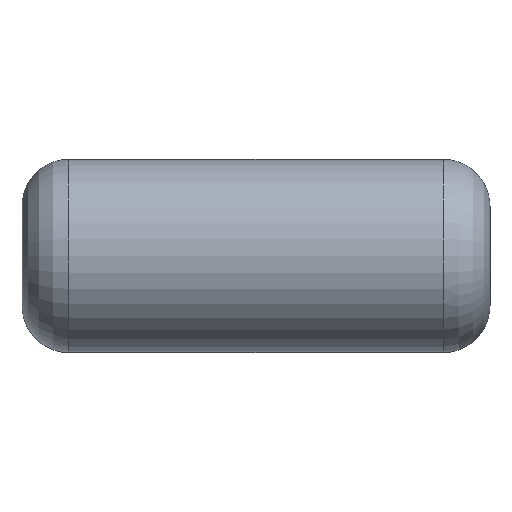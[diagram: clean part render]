
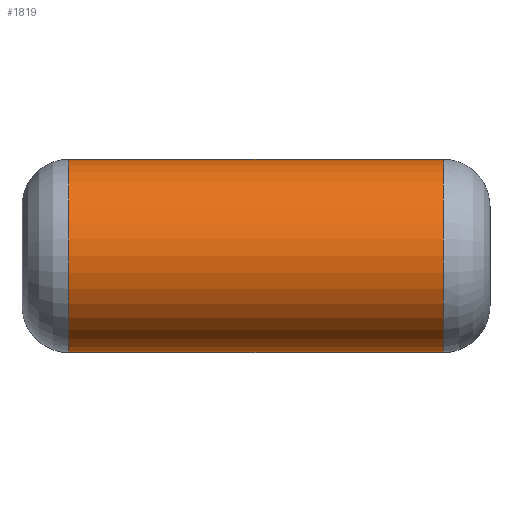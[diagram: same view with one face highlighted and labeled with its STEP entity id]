
A CAD part, top view. The second image highlights one B-rep face of the part: STEP entity #1819.
In plain terms, the highlighted cylindrical face has radius 2.6 mm (diameter 5.2 mm), a partial arc.
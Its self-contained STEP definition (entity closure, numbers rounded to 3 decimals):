
#1417=CARTESIAN_POINT('',(5.04,2.6,10.6));
#1418=VERTEX_POINT('',#1417);
#1467=CARTESIAN_POINT('',(-5.04,2.6,10.6));
#1468=VERTEX_POINT('',#1467);
#1588=CARTESIAN_POINT('',(5.04,-2.6,10.6));
#1589=VERTEX_POINT('',#1588);
#1661=CARTESIAN_POINT('',(-0.0,2.6,10.6));
#1662=DIRECTION('',(-1.0,0.0,-0.0));
#1663=VECTOR('',#1662,1.0);
#1664=LINE('',#1661,#1663);
#1665=EDGE_CURVE('n� 72',#1418,#1468,#1664,.T.);
#1720=CARTESIAN_POINT('',(-5.04,-2.6,10.6));
#1721=VERTEX_POINT('',#1720);
#1745=CARTESIAN_POINT('',(0.0,-2.6,10.6));
#1746=DIRECTION('',(1.0,0.0,-0.0));
#1747=VECTOR('',#1746,1.0);
#1748=LINE('',#1745,#1747);
#1749=EDGE_CURVE('n� 10',#1721,#1589,#1748,.T.);
#1766=CARTESIAN_POINT('',(5.04,-0.0,10.6));
#1767=DIRECTION('',(-1.0,-0.0,-0.0));
#1768=DIRECTION('',(0.0,1.0,0.0));
#1769=AXIS2_PLACEMENT_3D('',#1766,#1767,#1768);
#1770=CIRCLE('',#1769,2.6);
#1771=EDGE_CURVE('n� 14',#1589,#1418,#1770,.T.);
#1786=CARTESIAN_POINT('',(-5.04,-0.0,10.6));
#1787=DIRECTION('',(1.0,0.0,0.0));
#1788=DIRECTION('',(0.0,1.0,0.0));
#1789=AXIS2_PLACEMENT_3D('',#1786,#1787,#1788);
#1790=CIRCLE('',#1789,2.6);
#1791=EDGE_CURVE('n� 21',#1468,#1721,#1790,.T.);
#1808=ORIENTED_EDGE('',*,*,#1771,.T.);
#1809=ORIENTED_EDGE('',*,*,#1665,.T.);
#1810=ORIENTED_EDGE('',*,*,#1791,.T.);
#1811=ORIENTED_EDGE('',*,*,#1749,.T.);
#1812=EDGE_LOOP('',(#1808,#1809,#1810,#1811));
#1813=FACE_OUTER_BOUND('',#1812,.T.);
#1814=CARTESIAN_POINT('',(0.0,-0.0,10.6));
#1815=DIRECTION('',(1.0,0.0,0.0));
#1816=DIRECTION('',(0.0,1.0,0.0));
#1817=AXIS2_PLACEMENT_3D('',#1814,#1815,#1816);
#1818=CYLINDRICAL_SURFACE('',#1817,2.6);
#1819=ADVANCED_FACE('n� 2',(#1813),#1818,.T.);
